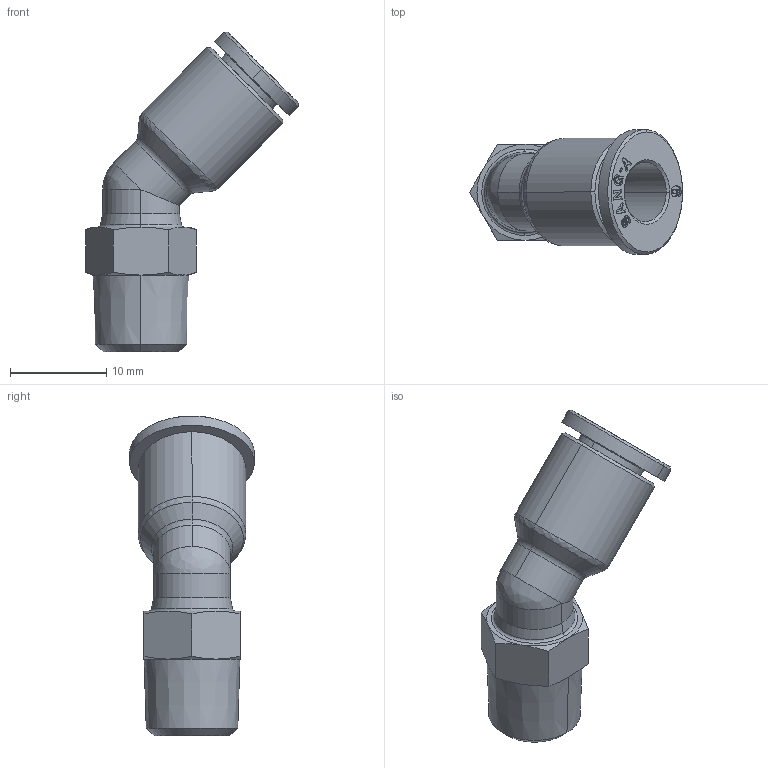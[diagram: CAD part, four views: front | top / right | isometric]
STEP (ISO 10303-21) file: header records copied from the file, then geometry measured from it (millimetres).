
FILE_DESCRIPTION (( 'STEP AP214' ), '1' );
FILE_NAME ('PL06-01 45.stp', '2015-09-07T14:54:22', ( '' ), ( '' ), 'SwSTEP 2.0', 'SolidWorks 2015', '' );
FILE_SCHEMA (( 'AUTOMOTIVE_DESIGN' ));
Length unit declared in the file: millimetre
Products named in the file (2): ｦ+ﾃｦ1; PL06-01 45
Assembly tree (1 placements, depth 2):
  PL06-01 45
    ｦ+ﾃｦ1
Bounding box: 22.17 x 13 x 33.3 mm (x, y, z)
Volume: 2043.6 mm3; surface area: 1871.8 mm2
Topology: 1 solids, 1 shells, 266 faces, 708 edges, 457 vertices
Faces by surface type: plane 177, bspline 35, cone 29, cylinder 21, torus 4
Entity records: 9948 total; most frequent: CARTESIAN_POINT 3044, ORIENTED_EDGE 1410, DIRECTION 1150, EDGE_CURVE 705, VECTOR 522, LINE 522, VERTEX_POINT 457, AXIS2_PLACEMENT_3D 314
